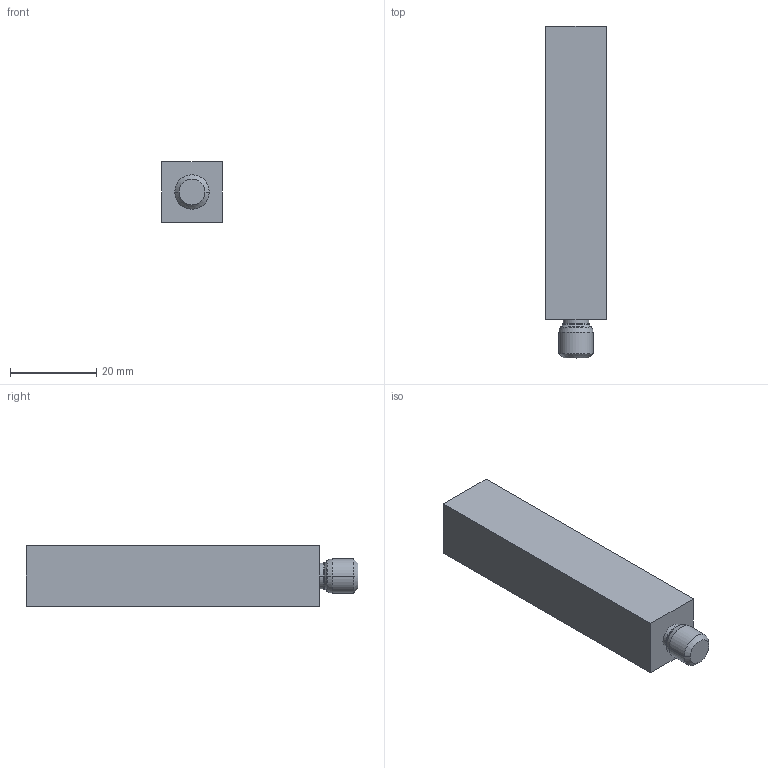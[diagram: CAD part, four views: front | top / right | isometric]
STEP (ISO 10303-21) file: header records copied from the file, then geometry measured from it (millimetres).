
FILE_DESCRIPTION (( 'STEP AP203' ), '1' );
FILE_NAME ('60221-240.STEP', '2018-08-06T11:55:58', ( '' ), ( '' ), 'SwSTEP 2.0', 'SolidWorks 2015', '' );
FILE_SCHEMA (( 'CONFIG_CONTROL_DESIGN' ));
Length unit declared in the file: millimetre
Products named in the file (1): 60221-240
Bounding box: 14 x 77 x 14 mm (x, y, z)
Volume: 13234.6 mm3; surface area: 4691.7 mm2
Topology: 1 solids, 1 shells, 247 faces, 646 edges, 423 vertices
Faces by surface type: plane 105, bspline 93, cone 35, torus 8, cylinder 6
Entity records: 12436 total; most frequent: CARTESIAN_POINT 7265, ORIENTED_EDGE 1288, EDGE_CURVE 644, DIRECTION 622, VERTEX_POINT 423, B_SPLINE_CURVE_WITH_KNOTS 366, EDGE_LOOP 271, ADVANCED_FACE 247
